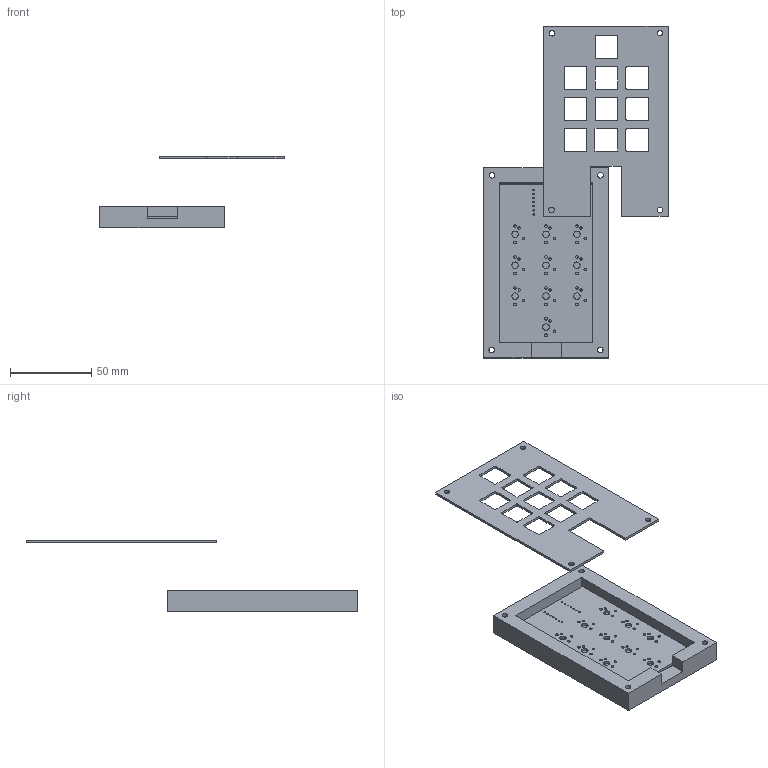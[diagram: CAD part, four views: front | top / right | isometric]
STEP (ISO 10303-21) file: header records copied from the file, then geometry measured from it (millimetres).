
FILE_DESCRIPTION(/* description */ (''),/* implementation_level */ '2;1');
FILE_NAME(/* name */ 'Case.step',/* time_stamp */ '2025-06-28T19:57:54+02:00',/* author */ (''),/* organization */ (''),/* preprocessor_version */ 'ST-DEVELOPER v20.1',/* originating_system */ 'Autodesk Translation Framework v14.10.0.0',/* authorisation */ '');
FILE_SCHEMA (('AUTOMOTIVE_DESIGN { 1 0 10303 214 3 1 1 }'));
Length unit declared in the file: centimetre
Products named in the file (4): Untitled; Hackpad 1; Hackpad_PCB; case
Assembly tree (3 placements, depth 3):
  Untitled
    Hackpad 1
      Hackpad_PCB
    case
Bounding box: 113.67 x 204.65 x 44.12 mm (x, y, z)
Volume: 76033.8 mm3; surface area: 52805.8 mm2
Topology: 3 solids, 3 shells, 182 faces, 516 edges, 344 vertices
Faces by surface type: cylinder 108, plane 74
Full cylindrical faces by diameter (mm): 0.889 x14, 1.5 x20, 1.7 x20, 3.4 x8, 4 x10, 6 x4
Entity records: 6437 total; most frequent: DIRECTION 1110, CARTESIAN_POINT 1049, ORIENTED_EDGE 1032, EDGE_CURVE 516, AXIS2_PLACEMENT_3D 405, EDGE_LOOP 350, VERTEX_POINT 344, LINE 300
